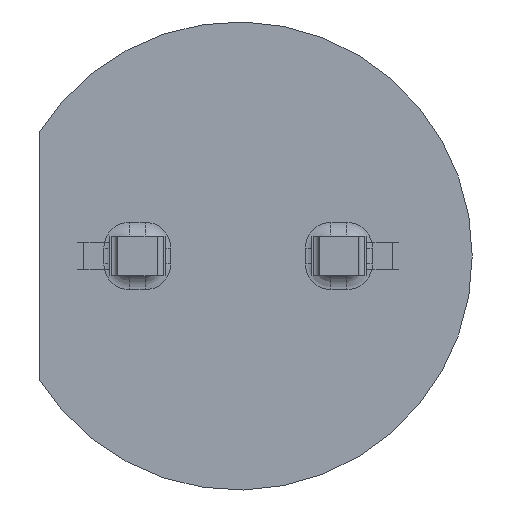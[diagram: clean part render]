
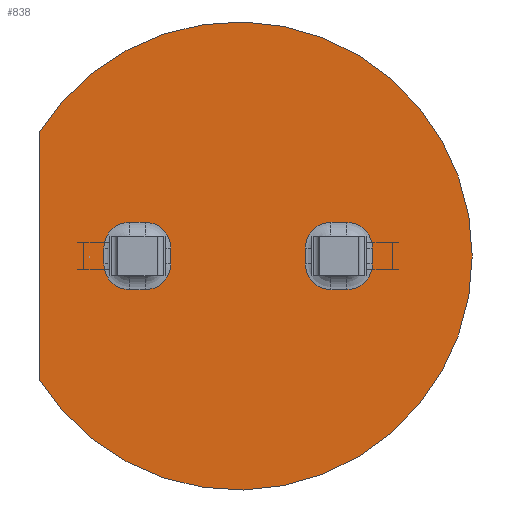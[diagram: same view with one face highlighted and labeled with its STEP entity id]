
A CAD part, left-side view. The second image highlights one B-rep face of the part: STEP entity #838.
In plain terms, the highlighted planar face has unit normal (-1, 0, 0).
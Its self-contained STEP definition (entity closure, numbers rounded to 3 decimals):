
#838=ADVANCED_FACE('',(#1656,#1658,#1660),#1662,.F.);
#1656=FACE_BOUND('',#1657,.T.);
#1657=EDGE_LOOP('',(#2245,#2246));
#1658=FACE_BOUND('',#1659,.T.);
#1659=EDGE_LOOP('',(#2247,#2248,#2249,#2250,#2251,#2252,#2253,#2254));
#1660=FACE_BOUND('',#1661,.T.);
#1661=EDGE_LOOP('',(#2255,#2256,#2257,#2258,#2259,#2260,#2261,#2262));
#1662=PLANE('',#1663);
#1663=AXIS2_PLACEMENT_3D('',#1664,#1665,#1666);
#1664=CARTESIAN_POINT('',(0.,0.,0.));
#1665=DIRECTION('',(1.,0.,0.));
#1666=DIRECTION('',(0.,0.,-1.));
#2245=ORIENTED_EDGE('',*,*,#2603,.F.);
#2246=ORIENTED_EDGE('',*,*,#2560,.F.);
#2247=ORIENTED_EDGE('',*,*,#2580,.T.);
#2248=ORIENTED_EDGE('',*,*,#2604,.T.);
#2249=ORIENTED_EDGE('',*,*,#2576,.T.);
#2250=ORIENTED_EDGE('',*,*,#2605,.T.);
#2251=ORIENTED_EDGE('',*,*,#2565,.T.);
#2252=ORIENTED_EDGE('',*,*,#2606,.T.);
#2253=ORIENTED_EDGE('',*,*,#2570,.T.);
#2254=ORIENTED_EDGE('',*,*,#2607,.T.);
#2255=ORIENTED_EDGE('',*,*,#2600,.T.);
#2256=ORIENTED_EDGE('',*,*,#2608,.T.);
#2257=ORIENTED_EDGE('',*,*,#2596,.T.);
#2258=ORIENTED_EDGE('',*,*,#2609,.T.);
#2259=ORIENTED_EDGE('',*,*,#2585,.T.);
#2260=ORIENTED_EDGE('',*,*,#2610,.T.);
#2261=ORIENTED_EDGE('',*,*,#2590,.T.);
#2262=ORIENTED_EDGE('',*,*,#2611,.T.);
#2560=EDGE_CURVE('',#2969,#2971,#2972,.T.);
#2565=EDGE_CURVE('',#2981,#2979,#2982,.T.);
#2570=EDGE_CURVE('',#2991,#2989,#2992,.T.);
#2576=EDGE_CURVE('',#3003,#3001,#3004,.T.);
#2580=EDGE_CURVE('',#3011,#3009,#3012,.T.);
#2585=EDGE_CURVE('',#3021,#3019,#3022,.T.);
#2590=EDGE_CURVE('',#3031,#3029,#3032,.T.);
#2596=EDGE_CURVE('',#3043,#3041,#3044,.T.);
#2600=EDGE_CURVE('',#3051,#3049,#3052,.T.);
#2603=EDGE_CURVE('',#2971,#2969,#3056,.T.);
#2604=EDGE_CURVE('',#3009,#3003,#3057,.T.);
#2605=EDGE_CURVE('',#3001,#2981,#3058,.T.);
#2606=EDGE_CURVE('',#2979,#2991,#3059,.T.);
#2607=EDGE_CURVE('',#2989,#3011,#3060,.T.);
#2608=EDGE_CURVE('',#3049,#3043,#3061,.T.);
#2609=EDGE_CURVE('',#3041,#3021,#3062,.T.);
#2610=EDGE_CURVE('',#3019,#3031,#3063,.T.);
#2611=EDGE_CURVE('',#3029,#3051,#3064,.T.);
#2969=VERTEX_POINT('',#4069);
#2971=VERTEX_POINT('',#4073);
#2972=CIRCLE('',#4074,2.95);
#2979=VERTEX_POINT('',#4094);
#2981=VERTEX_POINT('',#4099);
#2982=CIRCLE('',#4100,0.323);
#2989=VERTEX_POINT('',#4123);
#2991=VERTEX_POINT('',#4128);
#2992=CIRCLE('',#4129,0.323);
#3001=VERTEX_POINT('',#4159);
#3003=VERTEX_POINT('',#4164);
#3004=CIRCLE('',#4165,0.323);
#3009=VERTEX_POINT('',#4181);
#3011=VERTEX_POINT('',#4186);
#3012=CIRCLE('',#4187,0.323);
#3019=VERTEX_POINT('',#4210);
#3021=VERTEX_POINT('',#4215);
#3022=CIRCLE('',#4216,0.323);
#3029=VERTEX_POINT('',#4239);
#3031=VERTEX_POINT('',#4244);
#3032=CIRCLE('',#4245,0.323);
#3041=VERTEX_POINT('',#4275);
#3043=VERTEX_POINT('',#4280);
#3044=CIRCLE('',#4281,0.323);
#3049=VERTEX_POINT('',#4297);
#3051=VERTEX_POINT('',#4302);
#3052=CIRCLE('',#4303,0.323);
#3056=LINE('',#4318,#4319);
#3057=LINE('',#4321,#4322);
#3058=LINE('',#4324,#4325);
#3059=LINE('',#4327,#4328);
#3060=LINE('',#4330,#4331);
#3061=LINE('',#4333,#4334);
#3062=LINE('',#4336,#4337);
#3063=LINE('',#4339,#4340);
#3064=LINE('',#4342,#4343);
#4069=CARTESIAN_POINT('',(0.,2.5,1.566));
#4073=CARTESIAN_POINT('',(0.,2.5,-1.566));
#4074=AXIS2_PLACEMENT_3D('',#4075,#4076,#4077);
#4075=CARTESIAN_POINT('',(0.,0.,0.));
#4076=DIRECTION('',(1.,0.,0.));
#4077=DIRECTION('',(0.,0.847,0.531));
#4094=CARTESIAN_POINT('',(0.,-1.17,0.423));
#4099=CARTESIAN_POINT('',(0.,-0.847,0.1));
#4100=AXIS2_PLACEMENT_3D('',#4101,#4102,#4103);
#4101=CARTESIAN_POINT('',(0.,-1.17,0.1));
#4102=DIRECTION('',(1.,0.,0.));
#4103=DIRECTION('',(0.,1.,0.));
#4123=CARTESIAN_POINT('',(0.,-1.693,0.1));
#4128=CARTESIAN_POINT('',(0.,-1.37,0.423));
#4129=AXIS2_PLACEMENT_3D('',#4130,#4131,#4132);
#4130=CARTESIAN_POINT('',(0.,-1.37,0.1));
#4131=DIRECTION('',(1.,0.,0.));
#4132=DIRECTION('',(0.,0.,1.));
#4159=CARTESIAN_POINT('',(0.,-0.847,-0.1));
#4164=CARTESIAN_POINT('',(0.,-1.17,-0.423));
#4165=AXIS2_PLACEMENT_3D('',#4166,#4167,#4168);
#4166=CARTESIAN_POINT('',(0.,-1.17,-0.1));
#4167=DIRECTION('',(1.,0.,0.));
#4168=DIRECTION('',(0.,0.,-1.));
#4181=CARTESIAN_POINT('',(0.,-1.37,-0.423));
#4186=CARTESIAN_POINT('',(0.,-1.693,-0.1));
#4187=AXIS2_PLACEMENT_3D('',#4188,#4189,#4190);
#4188=CARTESIAN_POINT('',(0.,-1.37,-0.1));
#4189=DIRECTION('',(1.,0.,0.));
#4190=DIRECTION('',(0.,-1.,0.));
#4210=CARTESIAN_POINT('',(0.,1.37,0.423));
#4215=CARTESIAN_POINT('',(0.,1.693,0.1));
#4216=AXIS2_PLACEMENT_3D('',#4217,#4218,#4219);
#4217=CARTESIAN_POINT('',(0.,1.37,0.1));
#4218=DIRECTION('',(1.,0.,0.));
#4219=DIRECTION('',(0.,1.,0.));
#4239=CARTESIAN_POINT('',(0.,0.847,0.1));
#4244=CARTESIAN_POINT('',(0.,1.17,0.423));
#4245=AXIS2_PLACEMENT_3D('',#4246,#4247,#4248);
#4246=CARTESIAN_POINT('',(0.,1.17,0.1));
#4247=DIRECTION('',(1.,0.,0.));
#4248=DIRECTION('',(0.,0.,1.));
#4275=CARTESIAN_POINT('',(0.,1.693,-0.1));
#4280=CARTESIAN_POINT('',(0.,1.37,-0.423));
#4281=AXIS2_PLACEMENT_3D('',#4282,#4283,#4284);
#4282=CARTESIAN_POINT('',(0.,1.37,-0.1));
#4283=DIRECTION('',(1.,0.,0.));
#4284=DIRECTION('',(0.,0.,-1.));
#4297=CARTESIAN_POINT('',(0.,1.17,-0.423));
#4302=CARTESIAN_POINT('',(0.,0.847,-0.1));
#4303=AXIS2_PLACEMENT_3D('',#4304,#4305,#4306);
#4304=CARTESIAN_POINT('',(0.,1.17,-0.1));
#4305=DIRECTION('',(1.,0.,0.));
#4306=DIRECTION('',(0.,-1.,0.));
#4318=CARTESIAN_POINT('',(0.,2.5,-1.566));
#4319=VECTOR('',#4320,1.);
#4320=DIRECTION('',(0.,0.,1.));
#4321=CARTESIAN_POINT('',(0.,-1.37,-0.423));
#4322=VECTOR('',#4323,1.);
#4323=DIRECTION('',(0.,1.,0.));
#4324=CARTESIAN_POINT('',(0.,-0.847,-0.1));
#4325=VECTOR('',#4326,1.);
#4326=DIRECTION('',(0.,0.,1.));
#4327=CARTESIAN_POINT('',(0.,-1.17,0.423));
#4328=VECTOR('',#4329,1.);
#4329=DIRECTION('',(0.,-1.,0.));
#4330=CARTESIAN_POINT('',(0.,-1.693,0.1));
#4331=VECTOR('',#4332,1.);
#4332=DIRECTION('',(0.,0.,-1.));
#4333=CARTESIAN_POINT('',(0.,1.17,-0.423));
#4334=VECTOR('',#4335,1.);
#4335=DIRECTION('',(0.,1.,0.));
#4336=CARTESIAN_POINT('',(0.,1.693,-0.1));
#4337=VECTOR('',#4338,1.);
#4338=DIRECTION('',(0.,0.,1.));
#4339=CARTESIAN_POINT('',(0.,1.37,0.423));
#4340=VECTOR('',#4341,1.);
#4341=DIRECTION('',(0.,-1.,0.));
#4342=CARTESIAN_POINT('',(0.,0.847,0.1));
#4343=VECTOR('',#4344,1.);
#4344=DIRECTION('',(0.,0.,-1.));
